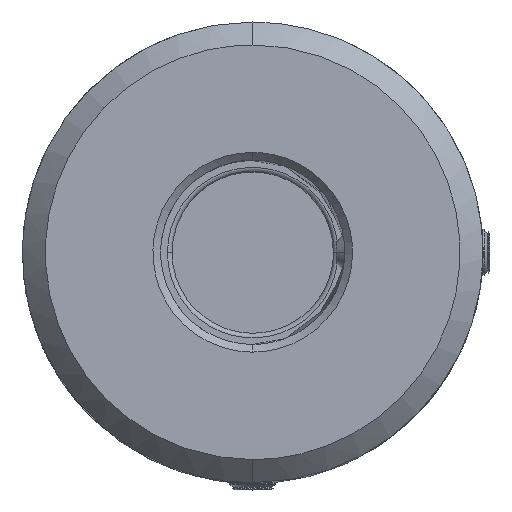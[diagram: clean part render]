
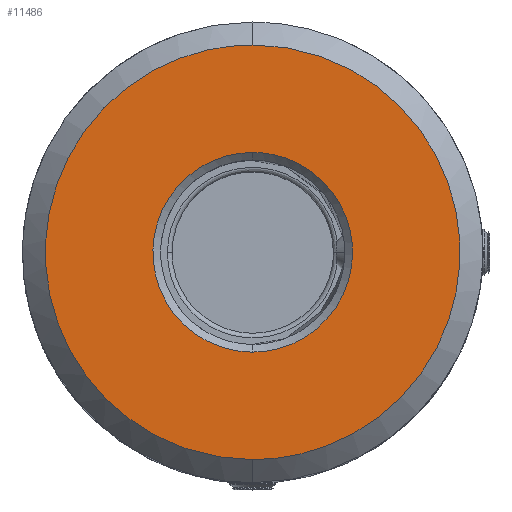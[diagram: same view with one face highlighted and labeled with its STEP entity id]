
A CAD part, top view. The second image highlights one B-rep face of the part: STEP entity #11486.
In plain terms, the highlighted free-form (B-spline) face has degree [1, 1] with [2, 2] control points.
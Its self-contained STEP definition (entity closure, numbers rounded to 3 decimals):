
#10701 = VERTEX_POINT('',#10702);
#10702 = CARTESIAN_POINT('',(0.,-6.36,
    32.877));
#10707 = EDGE_CURVE('',#10708,#10701,#10710,.T.);
#10708 = VERTEX_POINT('',#10709);
#10709 = CARTESIAN_POINT('',(0.,6.36,
    32.877));
#10710 = ( BOUNDED_CURVE() B_SPLINE_CURVE(2,(#10711,#10712,#10713,#10714
,#10715),.UNSPECIFIED.,.F.,.F.) B_SPLINE_CURVE_WITH_KNOTS((3,2,3),(0.,
1.571,3.142),.PIECEWISE_BEZIER_KNOTS.) CURVE() 
GEOMETRIC_REPRESENTATION_ITEM() RATIONAL_B_SPLINE_CURVE((1.,
0.707,1.,0.707,1.)) REPRESENTATION_ITEM('') );
#10711 = CARTESIAN_POINT('',(0.,6.36,
    32.877));
#10712 = CARTESIAN_POINT('',(-6.36,6.36,
    32.877));
#10713 = CARTESIAN_POINT('',(-6.36,0.,
    32.877));
#10714 = CARTESIAN_POINT('',(-6.36,-6.36,
    32.877));
#10715 = CARTESIAN_POINT('',(0.,-6.36,
    32.877));
#10746 = EDGE_CURVE('',#10747,#10749,#10751,.T.);
#10747 = VERTEX_POINT('',#10748);
#10748 = CARTESIAN_POINT('',(0.,13.209,
    32.877));
#10749 = VERTEX_POINT('',#10750);
#10750 = CARTESIAN_POINT('',(0.,-13.21,
    32.877));
#10751 = ( BOUNDED_CURVE() B_SPLINE_CURVE(2,(#10752,#10753,#10754,#10755
,#10756),.UNSPECIFIED.,.F.,.F.) B_SPLINE_CURVE_WITH_KNOTS((3,2,3),(0.,
1.571,3.142),.PIECEWISE_BEZIER_KNOTS.) CURVE() 
GEOMETRIC_REPRESENTATION_ITEM() RATIONAL_B_SPLINE_CURVE((1.,
0.707,1.,0.707,1.)) REPRESENTATION_ITEM('') );
#10752 = CARTESIAN_POINT('',(0.,13.209,
    32.877));
#10753 = CARTESIAN_POINT('',(13.209,13.209,
    32.877));
#10754 = CARTESIAN_POINT('',(13.209,0.,
    32.877));
#10755 = CARTESIAN_POINT('',(13.209,-13.21,
    32.877));
#10756 = CARTESIAN_POINT('',(0.,-13.21,
    32.877));
#11486 = ADVANCED_FACE('',(#11487,#11498),#11509,.F.);
#11487 = FACE_BOUND('',#11488,.T.);
#11488 = EDGE_LOOP('',(#11489,#11497));
#11489 = ORIENTED_EDGE('',*,*,#11490,.F.);
#11490 = EDGE_CURVE('',#10701,#10708,#11491,.T.);
#11491 = ( BOUNDED_CURVE() B_SPLINE_CURVE(2,(#11492,#11493,#11494,#11495
,#11496),.UNSPECIFIED.,.F.,.F.) B_SPLINE_CURVE_WITH_KNOTS((3,2,3),(
    3.142,4.712,6.283),
.PIECEWISE_BEZIER_KNOTS.) CURVE() GEOMETRIC_REPRESENTATION_ITEM() 
RATIONAL_B_SPLINE_CURVE((1.,0.707,1.,0.707,1.)) 
REPRESENTATION_ITEM('') );
#11492 = CARTESIAN_POINT('',(0.,-6.36,
    32.877));
#11493 = CARTESIAN_POINT('',(6.36,-6.36,
    32.877));
#11494 = CARTESIAN_POINT('',(6.36,0.,
    32.877));
#11495 = CARTESIAN_POINT('',(6.36,6.36,
    32.877));
#11496 = CARTESIAN_POINT('',(0.,6.36,
    32.877));
#11497 = ORIENTED_EDGE('',*,*,#10707,.F.);
#11498 = FACE_BOUND('',#11499,.T.);
#11499 = EDGE_LOOP('',(#11500,#11501));
#11500 = ORIENTED_EDGE('',*,*,#10746,.F.);
#11501 = ORIENTED_EDGE('',*,*,#11502,.F.);
#11502 = EDGE_CURVE('',#10749,#10747,#11503,.T.);
#11503 = ( BOUNDED_CURVE() B_SPLINE_CURVE(2,(#11504,#11505,#11506,#11507
,#11508),.UNSPECIFIED.,.F.,.F.) B_SPLINE_CURVE_WITH_KNOTS((3,2,3),(
    3.142,4.712,6.283),
.PIECEWISE_BEZIER_KNOTS.) CURVE() GEOMETRIC_REPRESENTATION_ITEM() 
RATIONAL_B_SPLINE_CURVE((1.,0.707,1.,0.707,1.)) 
REPRESENTATION_ITEM('') );
#11504 = CARTESIAN_POINT('',(0.,-13.21,
    32.877));
#11505 = CARTESIAN_POINT('',(-13.21,-13.21,
    32.877));
#11506 = CARTESIAN_POINT('',(-13.21,0.,
    32.877));
#11507 = CARTESIAN_POINT('',(-13.21,13.209,
    32.877));
#11508 = CARTESIAN_POINT('',(0.,13.209,
    32.877));
#11509 = B_SPLINE_SURFACE_WITH_KNOTS('',1,1,(
    (#11510,#11511)
    ,(#11512,#11513
  )),.UNSPECIFIED.,.F.,.F.,.F.,(2,2),(2,2),(-13.5,13.5),(-13.5,13.5),
  .PIECEWISE_BEZIER_KNOTS.);
#11510 = CARTESIAN_POINT('',(-13.21,-13.21,
    32.877));
#11511 = CARTESIAN_POINT('',(13.209,-13.21,
    32.877));
#11512 = CARTESIAN_POINT('',(-13.21,13.209,
    32.877));
#11513 = CARTESIAN_POINT('',(13.209,13.209,
    32.877));
